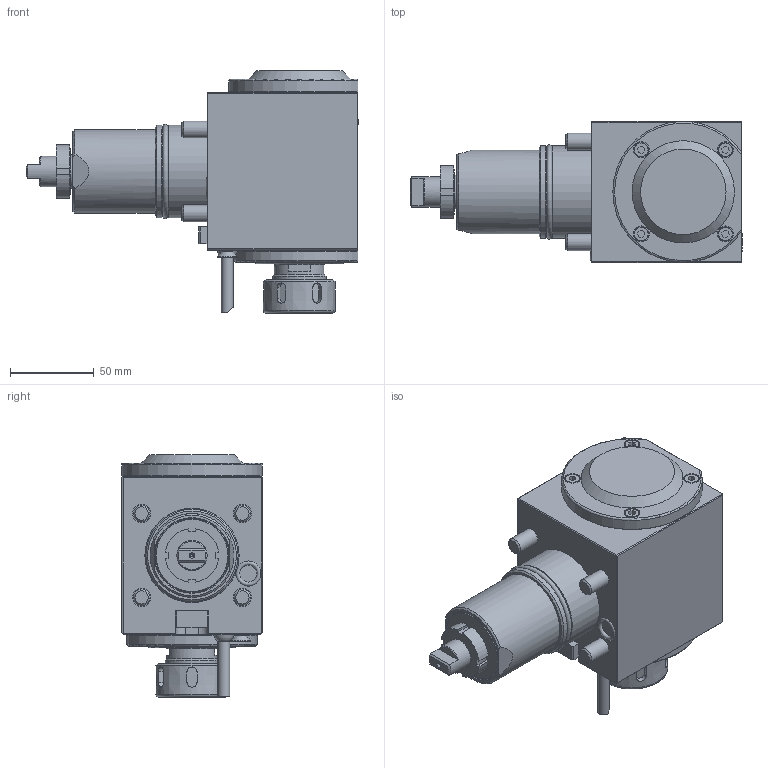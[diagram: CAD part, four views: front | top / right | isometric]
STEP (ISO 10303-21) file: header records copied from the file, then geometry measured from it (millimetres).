
FILE_DESCRIPTION (( 'STEP AP203' ), '1' );
FILE_NAME ('NK103-10000.STEP', '2021-01-27T20:28:49', ( '' ), ( '' ), 'SwSTEP 2.0', 'SolidWorks 2020', '' );
FILE_SCHEMA (( 'CONFIG_CONTROL_DESIGN' ));
Length unit declared in the file: millimetre
Products named in the file (1): NK103-10000
Bounding box: 198 x 84 x 144.5 mm (x, y, z)
Volume: 998827 mm3; surface area: 115216.2 mm2
Topology: 13 solids, 13 shells, 435 faces, 977 edges, 634 vertices
Faces by surface type: plane 284, cylinder 81, cone 61, torus 8, sphere 1
Full cylindrical faces by diameter (mm): 1.6 x1, 4 x1, 6 x1, 7 x1, 8.5 x9, 9.5 x9, 10 x8, 11 x4, 12 x1, 15 x1, 16 x5, 17.5 x4, 18 x1, 20 x1, 27 x1, 30 x1, 32 x1, 47.9 x1, 48 x1, 50 x2, 55 x2
Entity records: 11947 total; most frequent: CARTESIAN_POINT 2704, DIRECTION 1872, ORIENTED_EDGE 1684, EDGE_CURVE 842, AXIS2_PLACEMENT_3D 678, EDGE_LOOP 616, VERTEX_POINT 606, LINE 516
